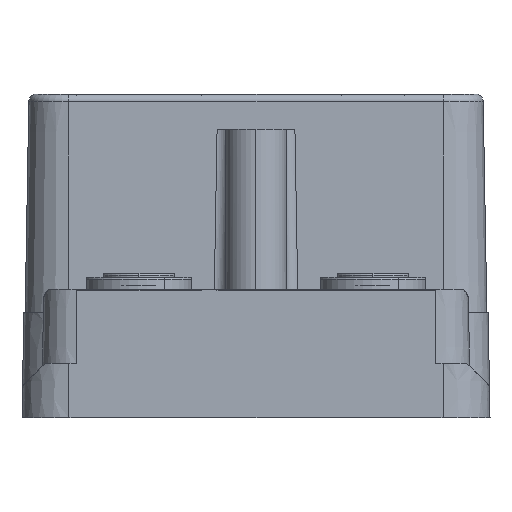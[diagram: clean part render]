
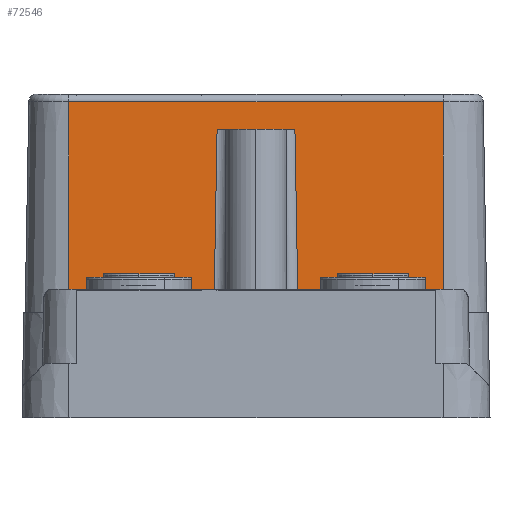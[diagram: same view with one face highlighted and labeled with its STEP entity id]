
A CAD part, front view. The second image highlights one B-rep face of the part: STEP entity #72546.
In plain terms, the highlighted planar face has unit normal (0, -1, 0.018).
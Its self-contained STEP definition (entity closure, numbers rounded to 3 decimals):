
#72489=AXIS2_PLACEMENT_3D('Plane Axis2P3D',#72486,#72487,#72488) ;
#70960=CARTESIAN_POINT('Vertex',(54.,105.6,13.5)) ;
#70963=CARTESIAN_POINT('Line Origine',(44.7,105.6,13.5)) ;
#70967=CARTESIAN_POINT('Vertex',(35.4,105.6,13.5)) ;
#71033=CARTESIAN_POINT('Vertex',(24.6,105.6,13.5)) ;
#71036=CARTESIAN_POINT('Line Origine',(15.3,105.6,13.5)) ;
#71040=CARTESIAN_POINT('Vertex',(6.,105.6,13.5)) ;
#72467=CARTESIAN_POINT('Line Origine',(54.,105.844,27.5)) ;
#72471=CARTESIAN_POINT('Vertex',(54.,106.072,40.517)) ;
#72486=CARTESIAN_POINT('Axis2P3D Location',(59.6,105.6,13.5)) ;
#72491=CARTESIAN_POINT('Line Origine',(30.,106.072,40.517)) ;
#72495=CARTESIAN_POINT('Vertex',(6.,106.072,40.517)) ;
#72498=CARTESIAN_POINT('Line Origine',(6.,105.844,27.5)) ;
#72504=CARTESIAN_POINT('Control Point',(25.01,106.01,37.)) ;
#72505=CARTESIAN_POINT('Control Point',(24.6,105.6,13.5)) ;
#72506=CARTESIAN_POINT('Vertex',(25.01,106.01,37.)) ;
#72509=CARTESIAN_POINT('Line Origine',(30.,106.01,37.)) ;
#72513=CARTESIAN_POINT('Vertex',(26.51,106.01,37.)) ;
#72516=CARTESIAN_POINT('Line Origine',(30.,106.01,37.)) ;
#72520=CARTESIAN_POINT('Vertex',(33.49,106.01,37.)) ;
#72523=CARTESIAN_POINT('Line Origine',(30.,106.01,37.)) ;
#72527=CARTESIAN_POINT('Vertex',(34.99,106.01,37.)) ;
#72531=CARTESIAN_POINT('Control Point',(34.99,106.01,37.)) ;
#72532=CARTESIAN_POINT('Control Point',(35.4,105.6,13.5)) ;
#70964=DIRECTION('Vector Direction',(-1.,0.,0.)) ;
#71037=DIRECTION('Vector Direction',(-1.,0.,0.)) ;
#72468=DIRECTION('Vector Direction',(0.,-0.017,-1.)) ;
#72487=DIRECTION('Axis2P3D Direction',(0.,-1.,0.017)) ;
#72488=DIRECTION('Axis2P3D XDirection',(-1.,0.,0.)) ;
#72492=DIRECTION('Vector Direction',(-1.,0.,0.)) ;
#72499=DIRECTION('Vector Direction',(0.,-0.017,-1.)) ;
#72510=DIRECTION('Vector Direction',(-1.,0.,0.)) ;
#72517=DIRECTION('Vector Direction',(-1.,0.,0.)) ;
#72524=DIRECTION('Vector Direction',(-1.,0.,0.)) ;
#70965=VECTOR('Line Direction',#70964,1.) ;
#71038=VECTOR('Line Direction',#71037,1.) ;
#72469=VECTOR('Line Direction',#72468,1.) ;
#72493=VECTOR('Line Direction',#72492,1.) ;
#72500=VECTOR('Line Direction',#72499,1.) ;
#72511=VECTOR('Line Direction',#72510,1.) ;
#72518=VECTOR('Line Direction',#72517,1.) ;
#72525=VECTOR('Line Direction',#72524,1.) ;
#72535=ORIENTED_EDGE('',*,*,#70969,.F.) ;
#72536=ORIENTED_EDGE('',*,*,#72473,.T.) ;
#72537=ORIENTED_EDGE('',*,*,#72497,.F.) ;
#72538=ORIENTED_EDGE('',*,*,#72502,.F.) ;
#72539=ORIENTED_EDGE('',*,*,#71042,.F.) ;
#72540=ORIENTED_EDGE('',*,*,#72508,.F.) ;
#72541=ORIENTED_EDGE('',*,*,#72515,.T.) ;
#72542=ORIENTED_EDGE('',*,*,#72522,.T.) ;
#72543=ORIENTED_EDGE('',*,*,#72529,.T.) ;
#72544=ORIENTED_EDGE('',*,*,#72533,.T.) ;
#72546=ADVANCED_FACE('333093.1\\Haube.1\\Haube',(#72545),#72490,.T.) ;
#72503=B_SPLINE_CURVE_WITH_KNOTS('',1,(#72504,#72505),.UNSPECIFIED.,.F.,.U.,(2,2),(-9.994,13.513),.UNSPECIFIED.) ;
#72530=B_SPLINE_CURVE_WITH_KNOTS('',1,(#72531,#72532),.UNSPECIFIED.,.F.,.U.,(2,2),(-9.994,13.513),.UNSPECIFIED.) ;
#70969=EDGE_CURVE('',#70961,#70968,#70966,.T.) ;
#71042=EDGE_CURVE('',#71034,#71041,#71039,.T.) ;
#72473=EDGE_CURVE('',#70961,#72472,#72470,.F.) ;
#72497=EDGE_CURVE('',#72496,#72472,#72494,.F.) ;
#72502=EDGE_CURVE('',#71041,#72496,#72501,.F.) ;
#72508=EDGE_CURVE('',#72507,#71034,#72503,.T.) ;
#72515=EDGE_CURVE('',#72507,#72514,#72512,.F.) ;
#72522=EDGE_CURVE('',#72514,#72521,#72519,.F.) ;
#72529=EDGE_CURVE('',#72521,#72528,#72526,.F.) ;
#72533=EDGE_CURVE('',#72528,#70968,#72530,.T.) ;
#72534=EDGE_LOOP('',(#72535,#72536,#72537,#72538,#72539,#72540,#72541,#72542,#72543,#72544)) ;
#72545=FACE_OUTER_BOUND('',#72534,.T.) ;
#70966=LINE('Line',#70963,#70965) ;
#71039=LINE('Line',#71036,#71038) ;
#72470=LINE('Line',#72467,#72469) ;
#72494=LINE('Line',#72491,#72493) ;
#72501=LINE('Line',#72498,#72500) ;
#72512=LINE('Line',#72509,#72511) ;
#72519=LINE('Line',#72516,#72518) ;
#72526=LINE('Line',#72523,#72525) ;
#72490=PLANE('',#72489) ;
#70961=VERTEX_POINT('',#70960) ;
#70968=VERTEX_POINT('',#70967) ;
#71034=VERTEX_POINT('',#71033) ;
#71041=VERTEX_POINT('',#71040) ;
#72472=VERTEX_POINT('',#72471) ;
#72496=VERTEX_POINT('',#72495) ;
#72507=VERTEX_POINT('',#72506) ;
#72514=VERTEX_POINT('',#72513) ;
#72521=VERTEX_POINT('',#72520) ;
#72528=VERTEX_POINT('',#72527) ;
